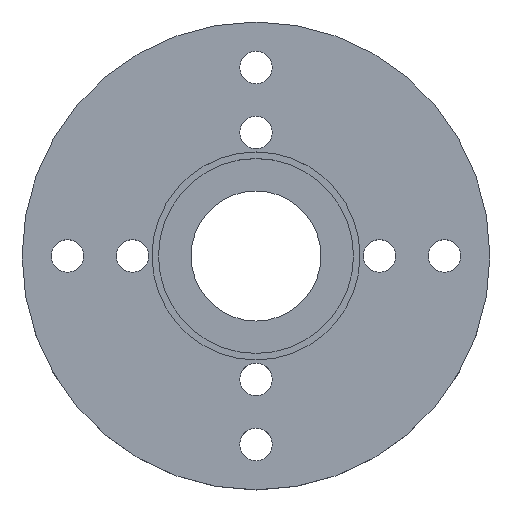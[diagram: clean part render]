
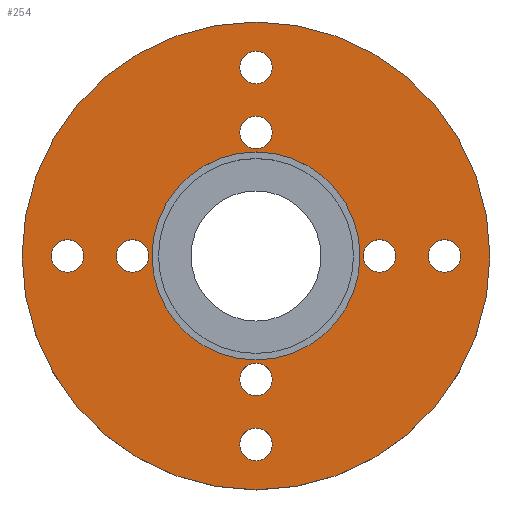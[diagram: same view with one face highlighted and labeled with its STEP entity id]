
A CAD part, top view. The second image highlights one B-rep face of the part: STEP entity #254.
In plain terms, the highlighted planar face has unit normal (0, 0, 1).
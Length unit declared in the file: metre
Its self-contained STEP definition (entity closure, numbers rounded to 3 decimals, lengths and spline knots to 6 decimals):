
#44=ORIENTED_EDGE('',*,*,#91,.F.);
#45=ORIENTED_EDGE('',*,*,#92,.F.);
#46=ORIENTED_EDGE('',*,*,#93,.F.);
#47=ORIENTED_EDGE('',*,*,#94,.F.);
#48=ORIENTED_EDGE('',*,*,#95,.F.);
#49=ORIENTED_EDGE('',*,*,#96,.F.);
#50=ORIENTED_EDGE('',*,*,#97,.F.);
#51=ORIENTED_EDGE('',*,*,#98,.F.);
#52=ORIENTED_EDGE('',*,*,#99,.T.);
#53=ORIENTED_EDGE('',*,*,#90,.F.);
#90=EDGE_CURVE('',#114,#114,#138,.T.);
#91=EDGE_CURVE('',#115,#115,#139,.T.);
#92=EDGE_CURVE('',#116,#116,#140,.T.);
#93=EDGE_CURVE('',#117,#117,#141,.T.);
#94=EDGE_CURVE('',#118,#118,#142,.T.);
#95=EDGE_CURVE('',#119,#119,#143,.T.);
#96=EDGE_CURVE('',#120,#120,#144,.T.);
#97=EDGE_CURVE('',#121,#121,#145,.T.);
#98=EDGE_CURVE('',#122,#122,#146,.T.);
#99=EDGE_CURVE('',#123,#123,#147,.T.);
#114=VERTEX_POINT('',#427);
#115=VERTEX_POINT('',#430);
#116=VERTEX_POINT('',#432);
#117=VERTEX_POINT('',#434);
#118=VERTEX_POINT('',#436);
#119=VERTEX_POINT('',#438);
#120=VERTEX_POINT('',#440);
#121=VERTEX_POINT('',#442);
#122=VERTEX_POINT('',#444);
#123=VERTEX_POINT('',#446);
#138=CIRCLE('',#293,0.036);
#139=CIRCLE('',#295,0.0025);
#140=CIRCLE('',#296,0.0025);
#141=CIRCLE('',#297,0.0025);
#142=CIRCLE('',#298,0.0025);
#143=CIRCLE('',#299,0.0025);
#144=CIRCLE('',#300,0.0025);
#145=CIRCLE('',#301,0.0025);
#146=CIRCLE('',#302,0.0025);
#147=CIRCLE('',#303,0.016);
#164=EDGE_LOOP('',(#44));
#165=EDGE_LOOP('',(#45));
#166=EDGE_LOOP('',(#46));
#167=EDGE_LOOP('',(#47));
#168=EDGE_LOOP('',(#48));
#169=EDGE_LOOP('',(#49));
#170=EDGE_LOOP('',(#50));
#171=EDGE_LOOP('',(#51));
#172=EDGE_LOOP('',(#52));
#173=EDGE_LOOP('',(#53));
#212=FACE_BOUND('',#164,.T.);
#213=FACE_BOUND('',#165,.T.);
#214=FACE_BOUND('',#166,.T.);
#215=FACE_BOUND('',#167,.T.);
#216=FACE_BOUND('',#168,.T.);
#217=FACE_BOUND('',#169,.T.);
#218=FACE_BOUND('',#170,.T.);
#219=FACE_BOUND('',#171,.T.);
#220=FACE_BOUND('',#172,.T.);
#221=FACE_BOUND('',#173,.T.);
#249=PLANE('',#294);
#254=ADVANCED_FACE('',(#212,#213,#214,#215,#216,#217,#218,#219,#220,#221),
#249,.T.);
#293=AXIS2_PLACEMENT_3D('',#426,#347,#348);
#294=AXIS2_PLACEMENT_3D('',#428,#349,#350);
#295=AXIS2_PLACEMENT_3D('',#429,#351,#352);
#296=AXIS2_PLACEMENT_3D('',#431,#353,#354);
#297=AXIS2_PLACEMENT_3D('',#433,#355,#356);
#298=AXIS2_PLACEMENT_3D('',#435,#357,#358);
#299=AXIS2_PLACEMENT_3D('',#437,#359,#360);
#300=AXIS2_PLACEMENT_3D('',#439,#361,#362);
#301=AXIS2_PLACEMENT_3D('',#441,#363,#364);
#302=AXIS2_PLACEMENT_3D('',#443,#365,#366);
#303=AXIS2_PLACEMENT_3D('',#445,#367,#368);
#347=DIRECTION('',(0.,0.,-1.));
#348=DIRECTION('',(-1.,0.,0.));
#349=DIRECTION('',(0.,0.,1.));
#350=DIRECTION('',(1.,0.,0.));
#351=DIRECTION('',(0.,0.,1.));
#352=DIRECTION('',(1.,0.,0.));
#353=DIRECTION('',(0.,0.,1.));
#354=DIRECTION('',(1.,0.,0.));
#355=DIRECTION('',(0.,0.,1.));
#356=DIRECTION('',(1.,0.,0.));
#357=DIRECTION('',(0.,0.,1.));
#358=DIRECTION('',(1.,0.,0.));
#359=DIRECTION('',(0.,0.,1.));
#360=DIRECTION('',(1.,0.,0.));
#361=DIRECTION('',(0.,0.,1.));
#362=DIRECTION('',(1.,0.,0.));
#363=DIRECTION('',(0.,0.,1.));
#364=DIRECTION('',(1.,0.,0.));
#365=DIRECTION('',(0.,0.,1.));
#366=DIRECTION('',(1.,0.,0.));
#367=DIRECTION('',(0.,0.,-1.));
#368=DIRECTION('',(-1.,0.,0.));
#426=CARTESIAN_POINT('',(0.,0.,0.01));
#427=CARTESIAN_POINT('',(-0.036,0.,0.01));
#428=CARTESIAN_POINT('',(0.,0.026,0.01));
#429=CARTESIAN_POINT('',(0.,0.029,0.01));
#430=CARTESIAN_POINT('',(0.0025,0.029,0.01));
#431=CARTESIAN_POINT('',(-0.029,0.,0.01));
#432=CARTESIAN_POINT('',(-0.0265,0.,0.01));
#433=CARTESIAN_POINT('',(0.,-0.029,0.01));
#434=CARTESIAN_POINT('',(0.0025,-0.029,0.01));
#435=CARTESIAN_POINT('',(0.029,0.,0.01));
#436=CARTESIAN_POINT('',(0.0315,0.,0.01));
#437=CARTESIAN_POINT('',(0.,0.019,0.01));
#438=CARTESIAN_POINT('',(0.0025,0.019,0.01));
#439=CARTESIAN_POINT('',(-0.019,0.,0.01));
#440=CARTESIAN_POINT('',(-0.0165,0.,0.01));
#441=CARTESIAN_POINT('',(0.,-0.019,0.01));
#442=CARTESIAN_POINT('',(0.0025,-0.019,0.01));
#443=CARTESIAN_POINT('',(0.019,0.,0.01));
#444=CARTESIAN_POINT('',(0.0215,0.,0.01));
#445=CARTESIAN_POINT('',(0.,0.,0.01));
#446=CARTESIAN_POINT('',(-0.016,0.,0.01));
